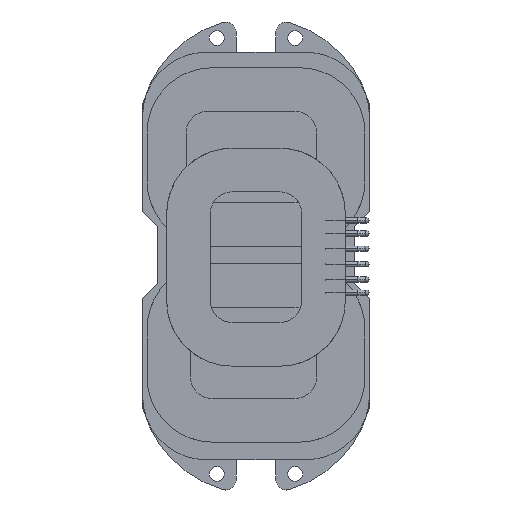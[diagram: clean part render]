
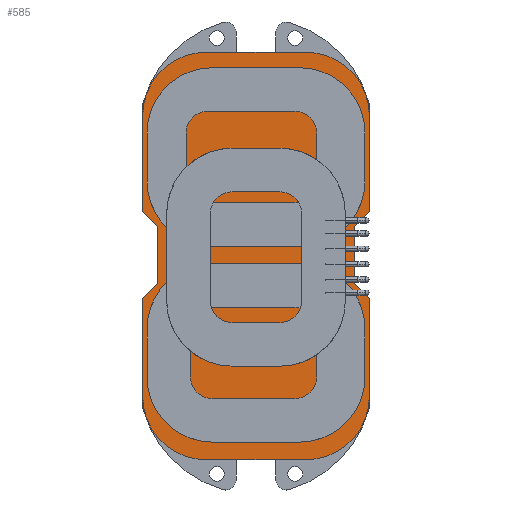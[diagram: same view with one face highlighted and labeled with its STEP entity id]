
A CAD part, top view. The second image highlights one B-rep face of the part: STEP entity #585.
In plain terms, the highlighted planar face has unit normal (0, 0, 1).
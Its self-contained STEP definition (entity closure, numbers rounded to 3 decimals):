
#165=DIRECTION('',(0.,1.,0.));
#166=VECTOR('',#165,22.5);
#167=CARTESIAN_POINT('',(26.,-35.631,56.629));
#168=LINE('',#167,#166);
#179=DIRECTION('',(-1.,0.,0.));
#180=VECTOR('',#179,23.);
#181=CARTESIAN_POINT('',(11.5,-50.131,56.629));
#182=LINE('',#181,#180);
#186=CARTESIAN_POINT('',(-11.5,-35.631,56.629));
#187=DIRECTION('',(0.,0.,-1.));
#188=DIRECTION('',(0.,-1.,0.));
#189=AXIS2_PLACEMENT_3D('',#186,#187,#188);
#194=DIRECTION('',(0.,1.,0.));
#195=VECTOR('',#194,22.5);
#196=CARTESIAN_POINT('',(-26.,-35.631,56.629));
#197=LINE('',#196,#195);
#201=DIRECTION('',(0.708,0.707,0.));
#202=VECTOR('',#201,4.946);
#203=CARTESIAN_POINT('',(-26.,-13.131,56.629));
#204=LINE('',#203,#202);
#208=DIRECTION('',(-0.708,0.707,0.));
#209=VECTOR('',#208,4.946);
#210=CARTESIAN_POINT('',(-22.5,3.374,56.629));
#211=LINE('',#210,#209);
#215=DIRECTION('',(0.,1.,0.));
#216=VECTOR('',#215,22.);
#217=CARTESIAN_POINT('',(-26.,6.869,56.629));
#218=LINE('',#217,#216);
#222=CARTESIAN_POINT('',(-11.5,28.869,56.629));
#223=DIRECTION('',(0.,0.,-1.));
#224=DIRECTION('',(-1.,0.,0.));
#225=AXIS2_PLACEMENT_3D('',#222,#223,#224);
#230=DIRECTION('',(1.,0.,0.));
#231=VECTOR('',#230,23.);
#232=CARTESIAN_POINT('',(-11.5,43.369,56.629));
#233=LINE('',#232,#231);
#237=CARTESIAN_POINT('',(11.5,28.869,56.629));
#238=DIRECTION('',(0.,0.,-1.));
#239=DIRECTION('',(0.,1.,0.));
#240=AXIS2_PLACEMENT_3D('',#237,#238,#239);
#245=DIRECTION('',(-0.708,-0.707,0.));
#246=VECTOR('',#245,4.946);
#247=CARTESIAN_POINT('',(26.,6.869,56.629));
#248=LINE('',#247,#246);
#252=DIRECTION('',(0.,-1.,0.));
#253=VECTOR('',#252,13.01);
#254=CARTESIAN_POINT('',(22.5,3.374,56.629));
#255=LINE('',#254,#253);
#259=DIRECTION('',(0.708,-0.707,0.));
#260=VECTOR('',#259,4.946);
#261=CARTESIAN_POINT('',(22.5,-9.636,56.629));
#262=LINE('',#261,#260);
#266=CARTESIAN_POINT('',(11.5,-35.631,56.629));
#267=DIRECTION('',(0.,0.,-1.));
#268=DIRECTION('',(1.,0.,0.));
#269=AXIS2_PLACEMENT_3D('',#266,#267,#268);
#309=DIRECTION('',(0.,-1.,0.));
#310=VECTOR('',#309,13.01);
#311=CARTESIAN_POINT('',(-22.5,3.374,56.629));
#312=LINE('',#311,#310);
#379=DIRECTION('',(0.,1.,0.));
#380=VECTOR('',#379,22.);
#381=CARTESIAN_POINT('',(26.,6.869,56.629));
#382=LINE('',#381,#380);
#460=CARTESIAN_POINT('',(26.,-35.631,56.629));
#461=CARTESIAN_POINT('',(26.,-13.131,56.629));
#462=VERTEX_POINT('',#460);
#463=VERTEX_POINT('',#461);
#464=CARTESIAN_POINT('',(11.5,-50.131,56.629));
#465=CARTESIAN_POINT('',(-11.5,-50.131,56.629));
#466=VERTEX_POINT('',#464);
#467=VERTEX_POINT('',#465);
#468=CARTESIAN_POINT('',(-26.,-35.631,56.629));
#469=VERTEX_POINT('',#468);
#470=CARTESIAN_POINT('',(-26.,-13.131,56.629));
#471=VERTEX_POINT('',#470);
#472=CARTESIAN_POINT('',(-22.5,-9.636,56.629));
#473=VERTEX_POINT('',#472);
#474=CARTESIAN_POINT('',(-22.5,3.374,56.629));
#475=VERTEX_POINT('',#474);
#476=CARTESIAN_POINT('',(-26.,6.869,56.629));
#477=VERTEX_POINT('',#476);
#478=CARTESIAN_POINT('',(-26.,28.869,56.629));
#479=VERTEX_POINT('',#478);
#480=CARTESIAN_POINT('',(-11.5,43.369,56.629));
#481=VERTEX_POINT('',#480);
#482=CARTESIAN_POINT('',(11.5,43.369,56.629));
#483=VERTEX_POINT('',#482);
#484=CARTESIAN_POINT('',(26.,28.869,56.629));
#485=VERTEX_POINT('',#484);
#486=CARTESIAN_POINT('',(26.,6.869,56.629));
#487=VERTEX_POINT('',#486);
#488=CARTESIAN_POINT('',(22.5,3.374,56.629));
#489=VERTEX_POINT('',#488);
#490=CARTESIAN_POINT('',(22.5,-9.636,56.629));
#491=VERTEX_POINT('',#490);
#547=CARTESIAN_POINT('',(-20.142,45.011,56.629));
#548=DIRECTION('',(0.,0.,-1.));
#549=DIRECTION('',(0.,1.,0.));
#550=AXIS2_PLACEMENT_3D('',#547,#548,#549);
#551=PLANE('',#550);
#553=ORIENTED_EDGE('',*,*,#552,.T.);
#555=ORIENTED_EDGE('',*,*,#554,.T.);
#557=ORIENTED_EDGE('',*,*,#556,.T.);
#559=ORIENTED_EDGE('',*,*,#558,.T.);
#561=ORIENTED_EDGE('',*,*,#560,.F.);
#563=ORIENTED_EDGE('',*,*,#562,.T.);
#565=ORIENTED_EDGE('',*,*,#564,.T.);
#567=ORIENTED_EDGE('',*,*,#566,.T.);
#569=ORIENTED_EDGE('',*,*,#568,.T.);
#571=ORIENTED_EDGE('',*,*,#570,.T.);
#573=ORIENTED_EDGE('',*,*,#572,.F.);
#575=ORIENTED_EDGE('',*,*,#574,.T.);
#577=ORIENTED_EDGE('',*,*,#576,.T.);
#579=ORIENTED_EDGE('',*,*,#578,.T.);
#580=ORIENTED_EDGE('',*,*,#537,.F.);
#582=ORIENTED_EDGE('',*,*,#581,.T.);
#583=EDGE_LOOP('',(#553,#555,#557,#559,#561,#563,#565,#567,#569,#571,#573,#575,
#577,#579,#580,#582));
#584=FACE_OUTER_BOUND('',#583,.F.);
#585=ADVANCED_FACE('',(#584),#551,.F.);
#190=CIRCLE('',#189,14.5);
#226=CIRCLE('',#225,14.5);
#241=CIRCLE('',#240,14.5);
#270=CIRCLE('',#269,14.5);
#537=EDGE_CURVE('',#462,#463,#168,.T.);
#552=EDGE_CURVE('',#466,#467,#182,.T.);
#554=EDGE_CURVE('',#467,#469,#190,.T.);
#556=EDGE_CURVE('',#469,#471,#197,.T.);
#558=EDGE_CURVE('',#471,#473,#204,.T.);
#560=EDGE_CURVE('',#475,#473,#312,.T.);
#562=EDGE_CURVE('',#475,#477,#211,.T.);
#564=EDGE_CURVE('',#477,#479,#218,.T.);
#566=EDGE_CURVE('',#479,#481,#226,.T.);
#568=EDGE_CURVE('',#481,#483,#233,.T.);
#570=EDGE_CURVE('',#483,#485,#241,.T.);
#572=EDGE_CURVE('',#487,#485,#382,.T.);
#574=EDGE_CURVE('',#487,#489,#248,.T.);
#576=EDGE_CURVE('',#489,#491,#255,.T.);
#578=EDGE_CURVE('',#491,#463,#262,.T.);
#581=EDGE_CURVE('',#462,#466,#270,.T.);
